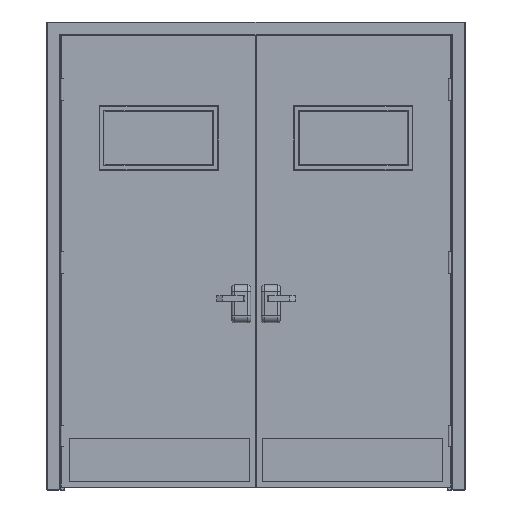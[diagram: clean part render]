
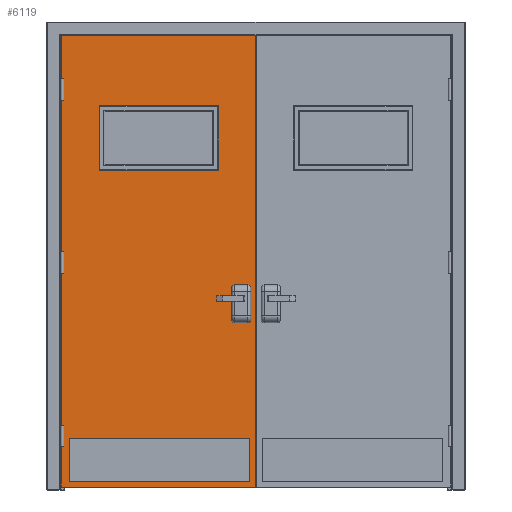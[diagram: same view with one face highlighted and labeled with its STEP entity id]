
A CAD part, top view. The second image highlights one B-rep face of the part: STEP entity #6119.
In plain terms, the highlighted planar face has unit normal (0, 0, 1).
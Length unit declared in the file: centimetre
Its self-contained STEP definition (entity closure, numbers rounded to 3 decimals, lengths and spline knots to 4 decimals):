
#544=CIRCLE('',#6518,1.27);
#549=CIRCLE('',#6526,1.27);
#551=CIRCLE('',#6531,1.27);
#559=CIRCLE('',#6543,1.27);
#890=VERTEX_POINT('',#8373);
#891=VERTEX_POINT('',#8375);
#893=VERTEX_POINT('',#8381);
#895=VERTEX_POINT('',#8387);
#960=VERTEX_POINT('',#8584);
#961=VERTEX_POINT('',#8586);
#962=VERTEX_POINT('',#8590);
#967=VERTEX_POINT('',#8611);
#1192=VERTEX_POINT('',#9683);
#1193=VERTEX_POINT('',#9684);
#1198=VERTEX_POINT('',#9701);
#1199=VERTEX_POINT('',#9702);
#1200=VERTEX_POINT('',#9707);
#1203=VERTEX_POINT('',#9717);
#1210=VERTEX_POINT('',#9739);
#1211=VERTEX_POINT('',#9740);
#1272=VERTEX_POINT('',#10203);
#1275=VERTEX_POINT('',#10209);
#1281=VERTEX_POINT('',#10222);
#1284=VERTEX_POINT('',#10230);
#1287=VERTEX_POINT('',#10236);
#1293=VERTEX_POINT('',#10249);
#1300=VERTEX_POINT('',#10270);
#1301=VERTEX_POINT('',#10271);
#1302=VERTEX_POINT('',#10273);
#1303=VERTEX_POINT('',#10275);
#1414=VECTOR('',#6815,1.);
#1418=VECTOR('',#6820,1.);
#1421=VECTOR('',#6824,1.);
#1423=VECTOR('',#6827,1.);
#1504=VECTOR('',#6980,1.);
#1507=VECTOR('',#6984,1.);
#1513=VECTOR('',#7008,1.);
#1514=VECTOR('',#7010,1.);
#1738=VECTOR('',#7700,1.);
#1741=VECTOR('',#7704,1.);
#1747=VECTOR('',#7739,1.);
#1751=VECTOR('',#7749,1.);
#1810=VECTOR('',#8039,1.);
#1811=VECTOR('',#8040,1.);
#1812=VECTOR('',#8041,1.);
#1813=VECTOR('',#8042,1.);
#1814=VECTOR('',#8043,1.);
#1944=LINE('',#8374,#1414);
#1948=LINE('',#8382,#1418);
#1951=LINE('',#8388,#1421);
#1953=LINE('',#8391,#1423);
#2034=LINE('',#8585,#1504);
#2037=LINE('',#8591,#1507);
#2043=LINE('',#8612,#1513);
#2044=LINE('',#8614,#1514);
#2268=LINE('',#9706,#1738);
#2271=LINE('',#9712,#1741);
#2277=LINE('',#9744,#1747);
#2281=LINE('',#9752,#1751);
#2340=LINE('',#10268,#1810);
#2341=LINE('',#10269,#1811);
#2342=LINE('',#10272,#1812);
#2343=LINE('',#10274,#1813);
#2344=LINE('',#10276,#1814);
#2474=EDGE_CURVE('',#891,#890,#1944,.T.);
#2478=EDGE_CURVE('',#890,#893,#1948,.T.);
#2481=EDGE_CURVE('',#893,#895,#1951,.T.);
#2483=EDGE_CURVE('',#895,#891,#1953,.T.);
#2584=EDGE_CURVE('',#961,#960,#2034,.T.);
#2587=EDGE_CURVE('',#960,#962,#2037,.T.);
#2597=EDGE_CURVE('',#962,#967,#2043,.T.);
#2598=EDGE_CURVE('',#967,#961,#2044,.T.);
#2968=EDGE_CURVE('',#1192,#1193,#544,.F.);
#2977=EDGE_CURVE('',#1198,#1199,#549,.F.);
#2980=EDGE_CURVE('',#1200,#1199,#2268,.T.);
#2983=EDGE_CURVE('',#1198,#1193,#2271,.T.);
#2985=EDGE_CURVE('',#1200,#1203,#551,.F.);
#2996=EDGE_CURVE('',#1210,#1211,#559,.F.);
#2999=EDGE_CURVE('',#1210,#1203,#2277,.T.);
#3003=EDGE_CURVE('',#1192,#1211,#2281,.T.);
#3142=EDGE_CURVE('',#1272,#1287,#2340,.T.);
#3143=EDGE_CURVE('',#1300,#1301,#2341,.T.);
#3144=EDGE_CURVE('',#1302,#1301,#2342,.T.);
#3145=EDGE_CURVE('',#1303,#1302,#2343,.T.);
#3146=EDGE_CURVE('',#1300,#1303,#2344,.T.);
#3147=EDGE_CURVE('',#1284,#1281,#2340,.T.);
#3148=EDGE_CURVE('',#1293,#1275,#2340,.T.);
#4612=ORIENTED_EDGE('',*,*,#2474,.T.);
#4613=ORIENTED_EDGE('',*,*,#2478,.T.);
#4614=ORIENTED_EDGE('',*,*,#2481,.T.);
#4615=ORIENTED_EDGE('',*,*,#2483,.T.);
#4616=ORIENTED_EDGE('',*,*,#2587,.T.);
#4617=ORIENTED_EDGE('',*,*,#2597,.T.);
#4618=ORIENTED_EDGE('',*,*,#2598,.T.);
#4619=ORIENTED_EDGE('',*,*,#2584,.T.);
#4620=ORIENTED_EDGE('',*,*,#2968,.F.);
#4621=ORIENTED_EDGE('',*,*,#3003,.T.);
#4622=ORIENTED_EDGE('',*,*,#2996,.F.);
#4623=ORIENTED_EDGE('',*,*,#2999,.T.);
#4624=ORIENTED_EDGE('',*,*,#2985,.F.);
#4625=ORIENTED_EDGE('',*,*,#2980,.T.);
#4626=ORIENTED_EDGE('',*,*,#2977,.F.);
#4627=ORIENTED_EDGE('',*,*,#2983,.T.);
#4628=ORIENTED_EDGE('',*,*,#3142,.F.);
#4629=ORIENTED_EDGE('',*,*,#3142,.T.);
#4630=ORIENTED_EDGE('',*,*,#3143,.T.);
#4631=ORIENTED_EDGE('',*,*,#3144,.F.);
#4632=ORIENTED_EDGE('',*,*,#3145,.F.);
#4633=ORIENTED_EDGE('',*,*,#3146,.F.);
#4634=ORIENTED_EDGE('',*,*,#3147,.F.);
#4635=ORIENTED_EDGE('',*,*,#3147,.T.);
#4636=ORIENTED_EDGE('',*,*,#3148,.T.);
#4637=ORIENTED_EDGE('',*,*,#3148,.F.);
#5327=EDGE_LOOP('',(#4612,#4613,#4614,#4615));
#5328=EDGE_LOOP('',(#4616,#4617,#4618,#4619));
#5329=EDGE_LOOP('',(#4620,#4621,#4622,#4623,#4624,#4625,#4626,#4627));
#5330=EDGE_LOOP('',(#4628,#4629));
#5331=EDGE_LOOP('',(#4630,#4631,#4632,#4633));
#5332=EDGE_LOOP('',(#4634,#4635));
#5333=EDGE_LOOP('',(#4636,#4637));
#5731=FACE_BOUND('',#5327,.T.);
#5732=FACE_BOUND('',#5328,.T.);
#5733=FACE_BOUND('',#5329,.T.);
#5734=FACE_BOUND('',#5330,.T.);
#5735=FACE_BOUND('',#5331,.T.);
#5736=FACE_BOUND('',#5332,.T.);
#5737=FACE_BOUND('',#5333,.T.);
#6119=ADVANCED_FACE('',(#5731,#5732,#5733,#5734,#5735,#5736,#5737),#10688,
 .T.);
#6518=AXIS2_PLACEMENT_3D('',#9682,#7676,#7677);
#6526=AXIS2_PLACEMENT_3D('',#9700,#7695,#7696);
#6531=AXIS2_PLACEMENT_3D('',#9716,#7709,#7710);
#6543=AXIS2_PLACEMENT_3D('',#9738,#7734,#7735);
#6677=AXIS2_PLACEMENT_3D('',#10267,#8038,$);
#6815=DIRECTION('',(-1.,0.,0.));
#6820=DIRECTION('',(0.,1.,0.));
#6824=DIRECTION('',(1.,0.,0.));
#6827=DIRECTION('',(0.,-1.,0.));
#6980=DIRECTION('',(0.,1.,0.));
#6984=DIRECTION('',(1.,0.,0.));
#7008=DIRECTION('',(0.,-1.,0.));
#7010=DIRECTION('',(-1.,0.,0.));
#7676=DIRECTION('',(0.,0.,-1.));
#7677=DIRECTION('',(0.898,-0.898,0.));
#7695=DIRECTION('',(0.,0.,-1.));
#7696=DIRECTION('',(0.898,0.898,0.));
#7700=DIRECTION('',(1.,0.,0.));
#7704=DIRECTION('',(0.,-1.,0.));
#7709=DIRECTION('',(0.,0.,-1.));
#7710=DIRECTION('',(-0.898,0.898,0.));
#7734=DIRECTION('',(0.,0.,-1.));
#7735=DIRECTION('',(-0.898,-0.898,0.));
#7739=DIRECTION('',(0.,1.,0.));
#7749=DIRECTION('',(-1.,0.,0.));
#8038=DIRECTION('',(0.,0.,1.));
#8039=DIRECTION('',(0.,1.,0.));
#8040=DIRECTION('',(-1.,0.,0.));
#8041=DIRECTION('',(0.,1.,0.));
#8042=DIRECTION('',(-1.,0.,0.));
#8043=DIRECTION('',(0.,-1.,0.));
#8373=CARTESIAN_POINT('',(-87.9475,3.81,3.175));
#8374=CARTESIAN_POINT('',(-45.72,3.81,3.175));
#8375=CARTESIAN_POINT('',(-2.8575,3.81,3.175));
#8381=CARTESIAN_POINT('',(-87.9475,24.13,3.175));
#8382=CARTESIAN_POINT('',(-87.9475,60.96,3.175));
#8387=CARTESIAN_POINT('',(-2.8575,24.13,3.175));
#8388=CARTESIAN_POINT('',(-45.72,24.13,3.175));
#8391=CARTESIAN_POINT('',(-2.8575,60.96,3.175));
#8584=CARTESIAN_POINT('',(-73.8505,180.975,3.175));
#8585=CARTESIAN_POINT('',(-73.8505,136.8425,3.175));
#8586=CARTESIAN_POINT('',(-73.8505,150.495,3.175));
#8590=CARTESIAN_POINT('',(-17.78,180.975,3.175));
#8591=CARTESIAN_POINT('',(-45.9264,180.975,3.175));
#8611=CARTESIAN_POINT('',(-17.78,150.495,3.175));
#8612=CARTESIAN_POINT('',(-17.78,136.8425,3.175));
#8614=CARTESIAN_POINT('',(-45.9264,150.495,3.175));
#9682=CARTESIAN_POINT('',(-3.81,80.01,3.175));
#9683=CARTESIAN_POINT('',(-3.81,78.74,3.175));
#9684=CARTESIAN_POINT('',(-2.54,80.01,3.175));
#9700=CARTESIAN_POINT('',(-3.81,95.25,3.175));
#9701=CARTESIAN_POINT('',(-2.54,95.25,3.175));
#9702=CARTESIAN_POINT('',(-3.81,96.52,3.175));
#9706=CARTESIAN_POINT('',(-26.5113,96.52,3.175));
#9707=CARTESIAN_POINT('',(-10.16,96.52,3.175));
#9712=CARTESIAN_POINT('',(-2.54,97.79,3.175));
#9716=CARTESIAN_POINT('',(-10.16,95.25,3.175));
#9717=CARTESIAN_POINT('',(-11.43,95.25,3.175));
#9738=CARTESIAN_POINT('',(-10.16,80.01,3.175));
#9739=CARTESIAN_POINT('',(-11.43,80.01,3.175));
#9740=CARTESIAN_POINT('',(-10.16,78.74,3.175));
#9744=CARTESIAN_POINT('',(-11.43,97.79,3.175));
#9752=CARTESIAN_POINT('',(-26.5113,78.74,3.175));
#10203=CARTESIAN_POINT('',(-91.2813,101.9175,3.175));
#10209=CARTESIAN_POINT('',(-91.2813,30.48,3.175));
#10222=CARTESIAN_POINT('',(-91.2813,193.675,3.175));
#10230=CARTESIAN_POINT('',(-91.2813,183.515,3.175));
#10236=CARTESIAN_POINT('',(-91.2813,112.0775,3.175));
#10249=CARTESIAN_POINT('',(-91.2813,20.32,3.175));
#10267=CARTESIAN_POINT('',(-46.0375,107.95,3.175));
#10268=CARTESIAN_POINT('',(-91.2813,107.696,3.175));
#10269=CARTESIAN_POINT('',(-79.3951,213.995,3.175));
#10270=CARTESIAN_POINT('',(-0.4445,213.995,3.175));
#10271=CARTESIAN_POINT('',(-91.6305,213.995,3.175));
#10272=CARTESIAN_POINT('',(-91.6305,107.95,3.175));
#10273=CARTESIAN_POINT('',(-91.6305,1.397,3.175));
#10274=CARTESIAN_POINT('',(-46.0375,1.397,3.175));
#10275=CARTESIAN_POINT('',(-0.4445,1.397,3.175));
#10276=CARTESIAN_POINT('',(-0.4445,107.95,3.175));
#10688=PLANE('',#6677);
